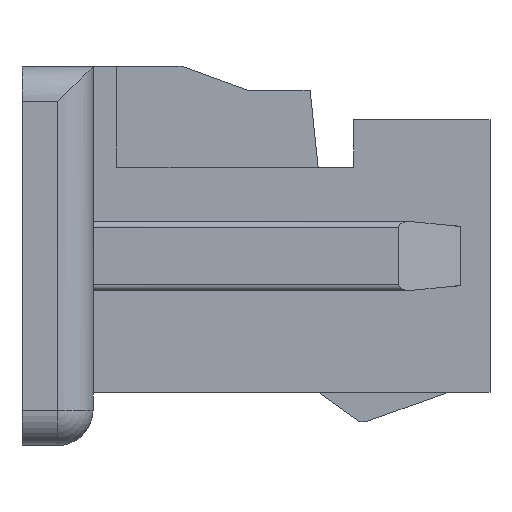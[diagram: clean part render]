
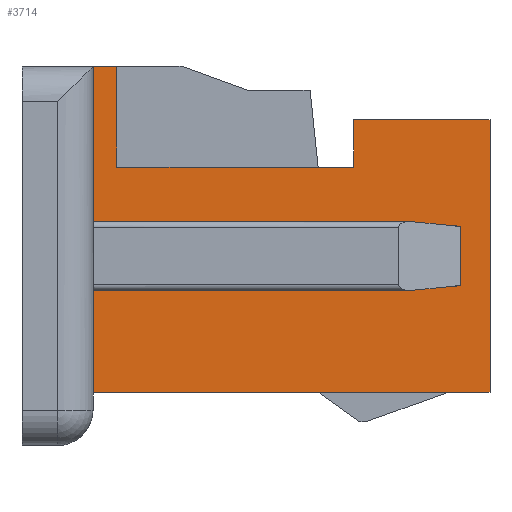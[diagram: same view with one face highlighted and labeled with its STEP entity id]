
A CAD part, left-side view. The second image highlights one B-rep face of the part: STEP entity #3714.
In plain terms, the highlighted planar face has unit normal (-1, 0, 0).
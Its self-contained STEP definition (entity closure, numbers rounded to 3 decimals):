
#306=DIRECTION('',(0.,-1.,0.));
#307=VECTOR('',#306,2.);
#308=CARTESIAN_POINT('',(-2.725,1.175,0.75));
#309=LINE('',#308,#307);
#370=DIRECTION('',(0.,0.,1.));
#371=VECTOR('',#370,0.9);
#372=CARTESIAN_POINT('',(-2.725,1.375,-1.15));
#373=LINE('',#372,#371);
#374=DIRECTION('',(0.,0.,-1.));
#375=VECTOR('',#374,0.5);
#376=CARTESIAN_POINT('',(-2.725,-1.725,0.25));
#377=LINE('',#376,#375);
#378=DIRECTION('',(0.,-1.,0.));
#379=VECTOR('',#378,3.1);
#380=CARTESIAN_POINT('',(-2.725,1.375,0.25));
#381=LINE('',#380,#379);
#382=DIRECTION('',(0.,0.,1.));
#383=VECTOR('',#382,1.35);
#384=CARTESIAN_POINT('',(-2.725,1.375,0.25));
#385=LINE('',#384,#383);
#386=DIRECTION('',(0.,1.,0.));
#387=VECTOR('',#386,0.2);
#388=CARTESIAN_POINT('',(-2.725,1.175,1.6));
#389=LINE('',#388,#387);
#390=DIRECTION('',(0.,0.,1.));
#391=VECTOR('',#390,0.85);
#392=CARTESIAN_POINT('',(-2.725,1.175,0.75));
#393=LINE('',#392,#391);
#477=DIRECTION('',(0.,-1.,0.));
#478=VECTOR('',#477,3.1);
#479=CARTESIAN_POINT('',(-2.725,1.375,-0.25));
#480=LINE('',#479,#478);
#502=DIRECTION('',(0.,1.,0.));
#503=VECTOR('',#502,3.35);
#504=CARTESIAN_POINT('',(-2.725,-1.975,-1.15));
#505=LINE('',#504,#503);
#622=DIRECTION('',(0.,0.,-1.));
#623=VECTOR('',#622,2.3);
#624=CARTESIAN_POINT('',(-2.725,-1.975,1.15));
#625=LINE('',#624,#623);
#1250=DIRECTION('',(0.,-1.,0.));
#1251=VECTOR('',#1250,1.15);
#1252=CARTESIAN_POINT('',(-2.725,-0.825,1.15));
#1253=LINE('',#1252,#1251);
#1462=DIRECTION('',(0.,0.,1.));
#1463=VECTOR('',#1462,0.4);
#1464=CARTESIAN_POINT('',(-2.725,-0.825,0.75));
#1465=LINE('',#1464,#1463);
#2652=CARTESIAN_POINT('',(-2.725,1.175,0.75));
#2653=CARTESIAN_POINT('',(-2.725,-0.825,0.75));
#2654=VERTEX_POINT('',#2652);
#2655=VERTEX_POINT('',#2653);
#2660=CARTESIAN_POINT('',(-2.725,-0.825,1.15));
#2662=VERTEX_POINT('',#2660);
#2694=CARTESIAN_POINT('',(-2.725,-1.975,1.15));
#2695=VERTEX_POINT('',#2694);
#2778=CARTESIAN_POINT('',(-2.725,-1.975,-1.15));
#2779=VERTEX_POINT('',#2778);
#2794=CARTESIAN_POINT('',(-2.725,1.175,1.6));
#2795=VERTEX_POINT('',#2794);
#2834=CARTESIAN_POINT('',(-2.725,1.375,1.6));
#2835=VERTEX_POINT('',#2834);
#2914=CARTESIAN_POINT('',(-2.725,1.375,-1.15));
#2915=VERTEX_POINT('',#2914);
#3237=CARTESIAN_POINT('',(-2.725,-1.725,0.25));
#3238=CARTESIAN_POINT('',(-2.725,-1.725,-0.25));
#3239=VERTEX_POINT('',#3237);
#3240=VERTEX_POINT('',#3238);
#3241=CARTESIAN_POINT('',(-2.725,1.375,0.25));
#3242=VERTEX_POINT('',#3241);
#3243=CARTESIAN_POINT('',(-2.725,1.375,-0.25));
#3244=VERTEX_POINT('',#3243);
#3686=CARTESIAN_POINT('',(-2.725,1.375,-1.6));
#3687=DIRECTION('',(-1.,0.,0.));
#3688=DIRECTION('',(0.,-1.,0.));
#3689=AXIS2_PLACEMENT_3D('',#3686,#3687,#3688);
#3690=PLANE('',#3689);
#3692=ORIENTED_EDGE('',*,*,#3691,.T.);
#3694=ORIENTED_EDGE('',*,*,#3693,.T.);
#3696=ORIENTED_EDGE('',*,*,#3695,.F.);
#3698=ORIENTED_EDGE('',*,*,#3697,.F.);
#3700=ORIENTED_EDGE('',*,*,#3699,.T.);
#3701=ORIENTED_EDGE('',*,*,#3486,.F.);
#3702=ORIENTED_EDGE('',*,*,#3679,.F.);
#3703=ORIENTED_EDGE('',*,*,#3598,.T.);
#3705=ORIENTED_EDGE('',*,*,#3704,.T.);
#3707=ORIENTED_EDGE('',*,*,#3706,.T.);
#3709=ORIENTED_EDGE('',*,*,#3708,.T.);
#3711=ORIENTED_EDGE('',*,*,#3710,.T.);
#3712=EDGE_LOOP('',(#3692,#3694,#3696,#3698,#3700,#3701,#3702,#3703,#3705,#3707,
#3709,#3711));
#3713=FACE_OUTER_BOUND('',#3712,.F.);
#3714=ADVANCED_FACE('',(#3713),#3690,.T.);
#3486=EDGE_CURVE('',#2795,#2835,#389,.T.);
#3598=EDGE_CURVE('',#2654,#2655,#309,.T.);
#3679=EDGE_CURVE('',#2654,#2795,#393,.T.);
#3691=EDGE_CURVE('',#2915,#3244,#373,.T.);
#3693=EDGE_CURVE('',#3244,#3240,#480,.T.);
#3695=EDGE_CURVE('',#3239,#3240,#377,.T.);
#3697=EDGE_CURVE('',#3242,#3239,#381,.T.);
#3699=EDGE_CURVE('',#3242,#2835,#385,.T.);
#3704=EDGE_CURVE('',#2655,#2662,#1465,.T.);
#3706=EDGE_CURVE('',#2662,#2695,#1253,.T.);
#3708=EDGE_CURVE('',#2695,#2779,#625,.T.);
#3710=EDGE_CURVE('',#2779,#2915,#505,.T.);
